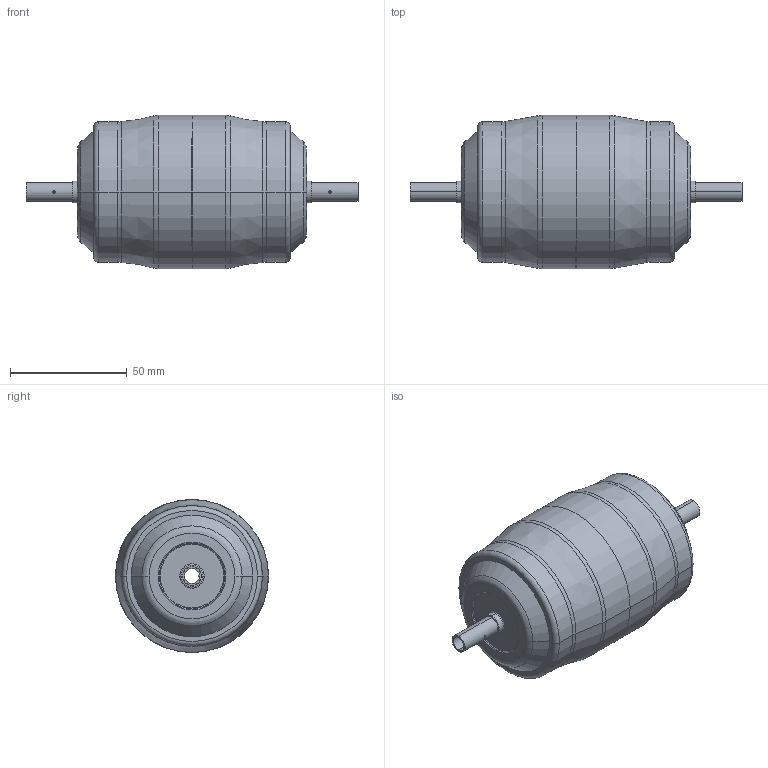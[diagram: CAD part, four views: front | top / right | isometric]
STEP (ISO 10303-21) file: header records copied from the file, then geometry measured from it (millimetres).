
FILE_DESCRIPTION (( 'STEP AP203' ), '1' );
FILE_NAME ('SDXB-082S.STEP', '2024-01-23T07:51:29', ( '' ), ( '' ), 'SwSTEP 2.0', 'SolidWorks 2022', '' );
FILE_SCHEMA (( 'CONFIG_CONTROL_DESIGN' ));
Length unit declared in the file: millimetre
Products named in the file (4): 875-XX-04-022; SDXB-082S; 738-3001-082; 745-3001-082
Assembly tree (4 placements, depth 3):
  SDXB-082S
    745-3001-082  x2
      738-3001-082
      875-XX-04-022
Bounding box: 142 x 65.5 x 65.5 mm (x, y, z)
Volume: 28860.9 mm3; surface area: 47482.4 mm2
Topology: 4 solids, 4 shells, 136 faces, 288 edges, 168 vertices
Faces by surface type: torus 56, cylinder 36, cone 20, plane 20, sphere 4
Entity records: 2294 total; most frequent: DIRECTION 392, CARTESIAN_POINT 332, ORIENTED_EDGE 276, AXIS2_PLACEMENT_3D 182, EDGE_CURVE 138, CIRCLE 106, VERTEX_POINT 82, EDGE_LOOP 80
